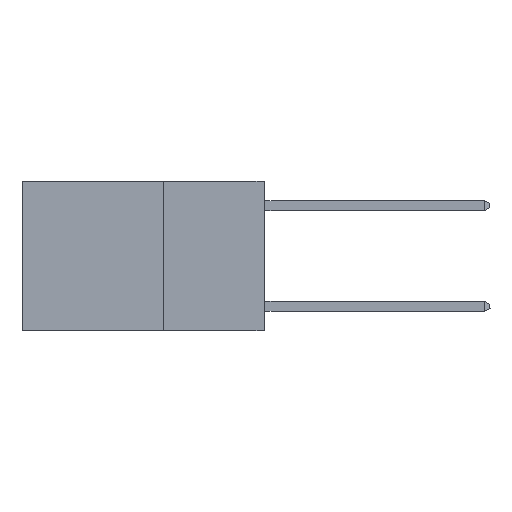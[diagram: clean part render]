
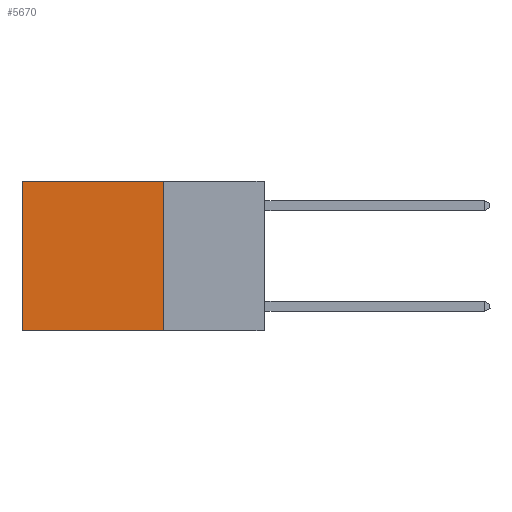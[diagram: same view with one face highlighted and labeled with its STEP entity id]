
A CAD part, left-side view. The second image highlights one B-rep face of the part: STEP entity #5670.
In plain terms, the highlighted planar face has unit normal (-1, 0, 0).
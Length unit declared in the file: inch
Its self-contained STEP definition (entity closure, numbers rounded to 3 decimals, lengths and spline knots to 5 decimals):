
#470 = VECTOR ( 'NONE', #10788, 39.37008 ) ;
#1030 = CARTESIAN_POINT ( 'NONE',  ( 0.2625, 0.6, -0.37 ) ) ;
#1160 = DIRECTION ( 'NONE',  ( 0., 1., 0. ) ) ;
#1807 = EDGE_LOOP ( 'NONE', ( #7189, #10049, #9447, #3351 ) ) ;
#1978 = VECTOR ( 'NONE', #11525, 39.37008 ) ;
#2336 = EDGE_CURVE ( 'NONE', #10630, #11741, #4678, .T. ) ;
#2569 = DIRECTION ( 'NONE',  ( 0., 0., -1. ) ) ;
#3351 = ORIENTED_EDGE ( 'NONE', *, *, #12339, .T. ) ;
#3525 = LINE ( 'NONE', #12621, #470 ) ;
#3588 = CARTESIAN_POINT ( 'NONE',  ( 0.2625, 0.25, -0.37 ) ) ;
#3606 = EDGE_CURVE ( 'NONE', #11223, #7764, #6815, .T. ) ;
#3967 = CARTESIAN_POINT ( 'NONE',  ( 0.2625, 0.25, 0. ) ) ;
#4056 = EDGE_CURVE ( 'NONE', #7764, #11741, #9094, .T. ) ;
#4678 = LINE ( 'NONE', #10542, #1978 ) ;
#4963 = DIRECTION ( 'NONE',  ( 1., 0., 0. ) ) ;
#5235 = CARTESIAN_POINT ( 'NONE',  ( 0.2625, 0.25, 0. ) ) ;
#5670 = ADVANCED_FACE ( 'NONE', ( #8754 ), #9892, .F. ) ;
#6815 = LINE ( 'NONE', #9570, #11918 ) ;
#7189 = ORIENTED_EDGE ( 'NONE', *, *, #2336, .T. ) ;
#7764 = VERTEX_POINT ( 'NONE', #3588 ) ;
#8500 = VECTOR ( 'NONE', #1160, 39.37008 ) ;
#8754 = FACE_OUTER_BOUND ( 'NONE', #1807, .T. ) ;
#9094 = LINE ( 'NONE', #10136, #8500 ) ;
#9447 = ORIENTED_EDGE ( 'NONE', *, *, #3606, .F. ) ;
#9570 = CARTESIAN_POINT ( 'NONE',  ( 0.2625, 0.25, 0. ) ) ;
#9892 = PLANE ( 'NONE',  #11332 ) ;
#10049 = ORIENTED_EDGE ( 'NONE', *, *, #4056, .F. ) ;
#10136 = CARTESIAN_POINT ( 'NONE',  ( 0.2625, 0.25, -0.37 ) ) ;
#10542 = CARTESIAN_POINT ( 'NONE',  ( 0.2625, 0.6, 0. ) ) ;
#10630 = VERTEX_POINT ( 'NONE', #12238 ) ;
#10788 = DIRECTION ( 'NONE',  ( 0., 1., 0. ) ) ;
#11223 = VERTEX_POINT ( 'NONE', #5235 ) ;
#11332 = AXIS2_PLACEMENT_3D ( 'NONE', #3967, #4963, #11776 ) ;
#11525 = DIRECTION ( 'NONE',  ( 0., 0., -1. ) ) ;
#11741 = VERTEX_POINT ( 'NONE', #1030 ) ;
#11776 = DIRECTION ( 'NONE',  ( 0., 0., -1. ) ) ;
#11918 = VECTOR ( 'NONE', #2569, 39.37008 ) ;
#12238 = CARTESIAN_POINT ( 'NONE',  ( 0.2625, 0.6, 0. ) ) ;
#12339 = EDGE_CURVE ( 'NONE', #11223, #10630, #3525, .T. ) ;
#12621 = CARTESIAN_POINT ( 'NONE',  ( 0.2625, 0.25, 0. ) ) ;
